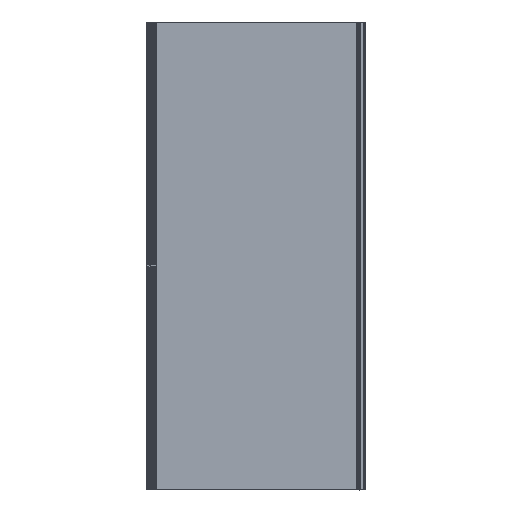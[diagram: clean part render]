
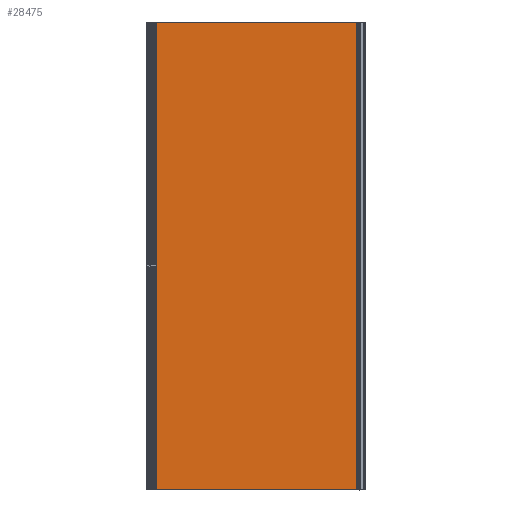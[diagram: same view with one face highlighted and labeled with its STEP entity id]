
A CAD part, top view. The second image highlights one B-rep face of the part: STEP entity #28475.
In plain terms, the highlighted planar face has unit normal (0, 0, 1).
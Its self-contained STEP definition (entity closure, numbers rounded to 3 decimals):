
#1711=FACE_OUTER_BOUND('',#3118,.T.);
#3118=EDGE_LOOP('',(#23245,#23246,#23247,#23248));
#6183=LINE('',#46892,#9736);
#6184=LINE('',#46895,#9737);
#6185=LINE('',#46897,#9738);
#6186=LINE('',#46898,#9739);
#9736=VECTOR('',#35673,10.);
#9737=VECTOR('',#35676,10.);
#9738=VECTOR('',#35677,10.);
#9739=VECTOR('',#35678,10.);
#12546=VERTEX_POINT('',#46888);
#12547=VERTEX_POINT('',#46890);
#12548=VERTEX_POINT('',#46894);
#12549=VERTEX_POINT('',#46896);
#16199=EDGE_CURVE('',#12546,#12547,#6183,.T.);
#16200=EDGE_CURVE('',#12546,#12548,#6184,.T.);
#16201=EDGE_CURVE('',#12549,#12547,#6185,.T.);
#16202=EDGE_CURVE('',#12548,#12549,#6186,.T.);
#23245=ORIENTED_EDGE('',*,*,#16200,.F.);
#23246=ORIENTED_EDGE('',*,*,#16199,.T.);
#23247=ORIENTED_EDGE('',*,*,#16201,.F.);
#23248=ORIENTED_EDGE('',*,*,#16202,.F.);
#25707=PLANE('',#30067);
#28475=ADVANCED_FACE('',(#1711),#25707,.T.);
#30067=AXIS2_PLACEMENT_3D('',#46893,#35674,#35675);
#35673=DIRECTION('',(0.,1.,0.));
#35674=DIRECTION('center_axis',(0.,0.,
1.));
#35675=DIRECTION('ref_axis',(1.,0.,0.));
#35676=DIRECTION('',(-1.,0.,0.));
#35677=DIRECTION('',(1.,0.,0.));
#35678=DIRECTION('',(0.,1.,0.));
#46888=CARTESIAN_POINT('',(1103.302,-940.606,1293.665));
#46890=CARTESIAN_POINT('',(1103.302,959.394,1293.665));
#46892=CARTESIAN_POINT('',(1103.302,-940.606,1293.665));
#46893=CARTESIAN_POINT('Origin',(247.504,-940.606,1293.665));
#46894=CARTESIAN_POINT('',(247.504,-940.606,1293.665));
#46895=CARTESIAN_POINT('',(1103.302,-940.606,1293.665));
#46896=CARTESIAN_POINT('',(247.504,959.394,1293.665));
#46897=CARTESIAN_POINT('',(1103.302,959.394,1293.665));
#46898=CARTESIAN_POINT('',(247.504,-940.606,1293.665));
